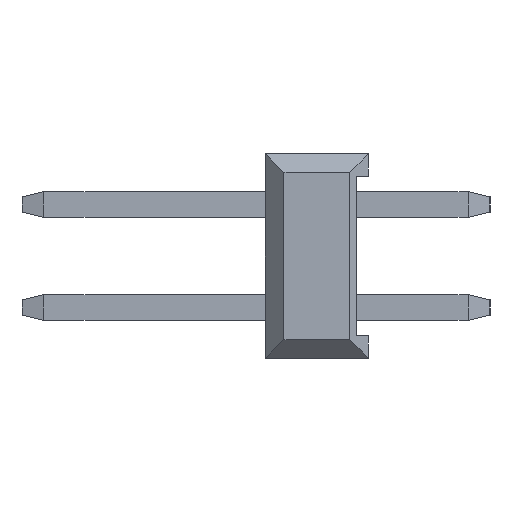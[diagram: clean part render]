
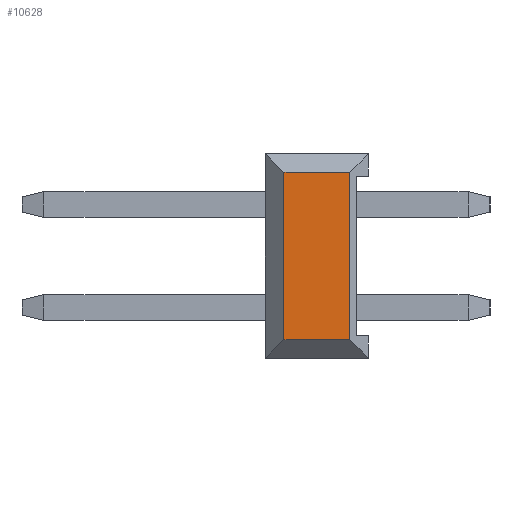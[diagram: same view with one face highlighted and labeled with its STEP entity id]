
A CAD part, left-side view. The second image highlights one B-rep face of the part: STEP entity #10628.
In plain terms, the highlighted planar face has unit normal (-1, 0, 0).
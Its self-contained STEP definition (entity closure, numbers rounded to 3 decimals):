
#1328 = CARTESIAN_POINT ( 'NONE',  ( -1.27, 2.08, -3.33 ) ) ;
#1329 = CARTESIAN_POINT ( 'NONE',  ( -1.27, 0.46, -3.33 ) ) ;
#1330 = CARTESIAN_POINT ( 'NONE',  ( -1.27, 2.08, 0.79 ) ) ;
#1331 = CARTESIAN_POINT ( 'NONE',  ( -1.27, 0.46, 0.79 ) ) ;
#6225 = EDGE_CURVE ( 'NONE', #24944, #24945, #9222, .T. ) ;
#6227 = EDGE_CURVE ( 'NONE', #24944, #24946, #9228, .T. ) ;
#6228 = EDGE_CURVE ( 'NONE', #24946, #24947, #9231, .T. ) ;
#6229 = EDGE_CURVE ( 'NONE', #24945, #24947, #9234, .T. ) ;
#9222 = LINE ( 'NONE', #9223, #25917 ) ;
#9223 = CARTESIAN_POINT ( 'NONE',  ( -1.27, 2.54, -3.33 ) ) ;
#9224 = DIRECTION ( 'NONE',  ( 0., -1., 0. ) ) ;
#9228 = LINE ( 'NONE', #9229, #25915 ) ;
#9229 = CARTESIAN_POINT ( 'NONE',  ( -1.27, 2.08, -3.81 ) ) ;
#9230 = DIRECTION ( 'NONE',  ( 0., 0., 1. ) ) ;
#9231 = LINE ( 'NONE', #9232, #25914 ) ;
#9232 = CARTESIAN_POINT ( 'NONE',  ( -1.27, 2.54, 0.79 ) ) ;
#9233 = DIRECTION ( 'NONE',  ( 0., -1., 0. ) ) ;
#9234 = LINE ( 'NONE', #9235, #25913 ) ;
#9235 = CARTESIAN_POINT ( 'NONE',  ( -1.27, 0.46, -3.81 ) ) ;
#9236 = DIRECTION ( 'NONE',  ( 0., 0., 1. ) ) ;
#10628 = ADVANCED_FACE ( 'NONE', ( #20166 ), #17418, .F. ) ;
#14665 = EDGE_LOOP ( 'NONE', ( #25275, #25273, #25274, #25272 ) ) ;
#17418 = PLANE ( 'NONE',  #20172 ) ;
#17419 = CARTESIAN_POINT ( 'NONE',  ( -1.27, 2.54, 0.79 ) ) ;
#17420 = DIRECTION ( 'NONE',  ( 1., 0., 0. ) ) ;
#17421 = DIRECTION ( 'NONE',  ( 0., 0., -1. ) ) ;
#20166 = FACE_OUTER_BOUND ( 'NONE', #14665, .T. ) ;
#20172 = AXIS2_PLACEMENT_3D ( 'NONE', #17419, #17420, #17421 ) ;
#24944 = VERTEX_POINT ( 'NONE', #1328 ) ;
#24945 = VERTEX_POINT ( 'NONE', #1329 ) ;
#24946 = VERTEX_POINT ( 'NONE', #1330 ) ;
#24947 = VERTEX_POINT ( 'NONE', #1331 ) ;
#25272 = ORIENTED_EDGE ( 'NONE', *, *, #6229, .T. ) ;
#25273 = ORIENTED_EDGE ( 'NONE', *, *, #6227, .F. ) ;
#25274 = ORIENTED_EDGE ( 'NONE', *, *, #6225, .T. ) ;
#25275 = ORIENTED_EDGE ( 'NONE', *, *, #6228, .F. ) ;
#25913 = VECTOR ( 'NONE', #9236, 1000. ) ;
#25914 = VECTOR ( 'NONE', #9233, 1000. ) ;
#25915 = VECTOR ( 'NONE', #9230, 1000. ) ;
#25917 = VECTOR ( 'NONE', #9224, 1000. ) ;
